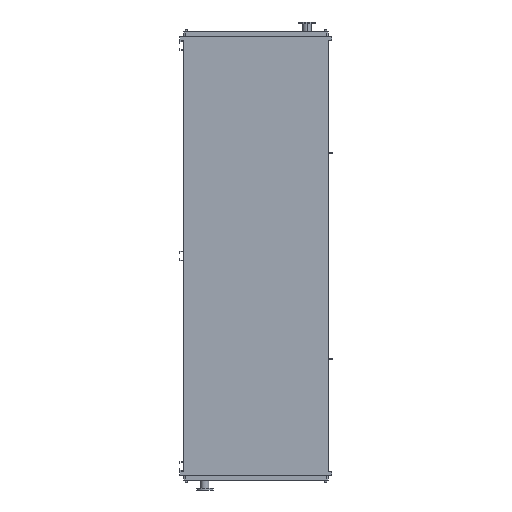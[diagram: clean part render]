
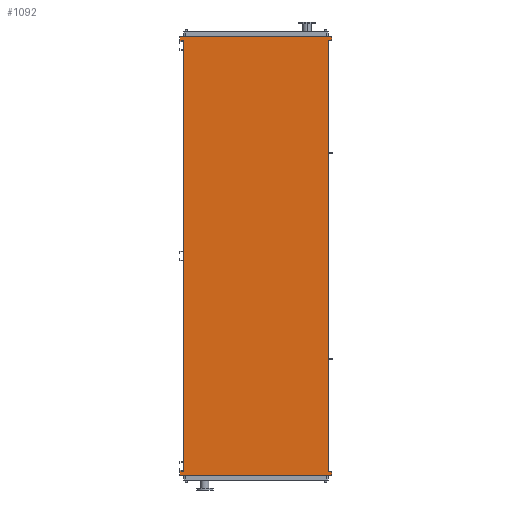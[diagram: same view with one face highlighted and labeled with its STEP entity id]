
A CAD part, front view. The second image highlights one B-rep face of the part: STEP entity #1092.
In plain terms, the highlighted planar face has unit normal (0, -1, 0).
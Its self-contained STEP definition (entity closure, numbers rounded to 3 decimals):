
#59 = EDGE_CURVE ( 'NONE', #14525, #5688, #14179, .T. ) ;
#113 = VECTOR ( 'NONE', #1975, 1000. ) ;
#439 = DIRECTION ( 'NONE',  ( 0., 0., -1. ) ) ;
#1092 = ADVANCED_FACE ( 'NONE', ( #8427 ), #4919, .T. ) ;
#1129 = VECTOR ( 'NONE', #4569, 1000. ) ;
#1144 = DIRECTION ( 'NONE',  ( 1., 0., 0. ) ) ;
#1507 = VERTEX_POINT ( 'NONE', #3028 ) ;
#1571 = DIRECTION ( 'NONE',  ( 0., 0., -1. ) ) ;
#1676 = VECTOR ( 'NONE', #2511, 1000. ) ;
#1799 = CARTESIAN_POINT ( 'NONE',  ( 1011., 0., -5745. ) ) ;
#1825 = AXIS2_PLACEMENT_3D ( 'NONE', #4761, #11865, #2513 ) ;
#1975 = DIRECTION ( 'NONE',  ( 1., 0., 0. ) ) ;
#2276 = EDGE_CURVE ( 'NONE', #10227, #1507, #9125, .T. ) ;
#2435 = EDGE_CURVE ( 'NONE', #11550, #6976, #15363, .T. ) ;
#2470 = ORIENTED_EDGE ( 'NONE', *, *, #2276, .F. ) ;
#2511 = DIRECTION ( 'NONE',  ( 0., 0., 1. ) ) ;
#2513 = DIRECTION ( 'NONE',  ( 0., 0., -1. ) ) ;
#2825 = ORIENTED_EDGE ( 'NONE', *, *, #6202, .F. ) ;
#2837 = VERTEX_POINT ( 'NONE', #6197 ) ;
#3028 = CARTESIAN_POINT ( 'NONE',  ( -1011., 0., 95. ) ) ;
#3223 = VECTOR ( 'NONE', #439, 1000. ) ;
#3771 = VECTOR ( 'NONE', #7290, 1000. ) ;
#3809 = CARTESIAN_POINT ( 'NONE',  ( -965., 0., -5693. ) ) ;
#4482 = CARTESIAN_POINT ( 'NONE',  ( 965., 0., -5693. ) ) ;
#4569 = DIRECTION ( 'NONE',  ( -1., 0., 0. ) ) ;
#4593 = ORIENTED_EDGE ( 'NONE', *, *, #13006, .T. ) ;
#4719 = CARTESIAN_POINT ( 'NONE',  ( 1011., 0., 43. ) ) ;
#4734 = CARTESIAN_POINT ( 'NONE',  ( 965., 0., -5650. ) ) ;
#4741 = LINE ( 'NONE', #9497, #14089 ) ;
#4761 = CARTESIAN_POINT ( 'NONE',  ( -965., 0., -5650. ) ) ;
#4919 = PLANE ( 'NONE',  #1825 ) ;
#5218 = CARTESIAN_POINT ( 'NONE',  ( -965., 0., 43. ) ) ;
#5231 = CARTESIAN_POINT ( 'NONE',  ( 1011., 0., -5693. ) ) ;
#5235 = EDGE_CURVE ( 'NONE', #6205, #2837, #4741, .T. ) ;
#5445 = LINE ( 'NONE', #8950, #6351 ) ;
#5506 = LINE ( 'NONE', #12918, #1129 ) ;
#5653 = ORIENTED_EDGE ( 'NONE', *, *, #59, .F. ) ;
#5688 = VERTEX_POINT ( 'NONE', #6157 ) ;
#5852 = CARTESIAN_POINT ( 'NONE',  ( -965., 0., -5650. ) ) ;
#5952 = VERTEX_POINT ( 'NONE', #9665 ) ;
#5976 = DIRECTION ( 'NONE',  ( -1., 0., 0. ) ) ;
#6056 = DIRECTION ( 'NONE',  ( -1., 0., 0. ) ) ;
#6157 = CARTESIAN_POINT ( 'NONE',  ( 965., 0., 43. ) ) ;
#6197 = CARTESIAN_POINT ( 'NONE',  ( -1011., 0., -5745. ) ) ;
#6202 = EDGE_CURVE ( 'NONE', #2837, #11550, #5445, .T. ) ;
#6205 = VERTEX_POINT ( 'NONE', #1799 ) ;
#6240 = VECTOR ( 'NONE', #5976, 1000. ) ;
#6351 = VECTOR ( 'NONE', #12463, 1000. ) ;
#6520 = EDGE_CURVE ( 'NONE', #6976, #6725, #8267, .T. ) ;
#6725 = VERTEX_POINT ( 'NONE', #5218 ) ;
#6976 = VERTEX_POINT ( 'NONE', #3809 ) ;
#7220 = LINE ( 'NONE', #9564, #3771 ) ;
#7290 = DIRECTION ( 'NONE',  ( 1., 0., 0. ) ) ;
#7395 = LINE ( 'NONE', #12163, #13790 ) ;
#7774 = ORIENTED_EDGE ( 'NONE', *, *, #2435, .F. ) ;
#8039 = ORIENTED_EDGE ( 'NONE', *, *, #5235, .F. ) ;
#8237 = ORIENTED_EDGE ( 'NONE', *, *, #12842, .F. ) ;
#8267 = LINE ( 'NONE', #5852, #1676 ) ;
#8399 = LINE ( 'NONE', #4734, #10489 ) ;
#8427 = FACE_OUTER_BOUND ( 'NONE', #13980, .T. ) ;
#8550 = VECTOR ( 'NONE', #12789, 1000. ) ;
#8732 = CARTESIAN_POINT ( 'NONE',  ( 1011., 0., -5693. ) ) ;
#8745 = CARTESIAN_POINT ( 'NONE',  ( -1011., 0., -5693. ) ) ;
#8910 = CARTESIAN_POINT ( 'NONE',  ( -1011., 0., 43. ) ) ;
#8950 = CARTESIAN_POINT ( 'NONE',  ( -1011., 0., -5745. ) ) ;
#9125 = LINE ( 'NONE', #15210, #8550 ) ;
#9282 = VERTEX_POINT ( 'NONE', #8732 ) ;
#9497 = CARTESIAN_POINT ( 'NONE',  ( 1011., 0., -5745. ) ) ;
#9564 = CARTESIAN_POINT ( 'NONE',  ( 1011., 0., 95. ) ) ;
#9665 = CARTESIAN_POINT ( 'NONE',  ( 1011., 0., 95. ) ) ;
#10227 = VERTEX_POINT ( 'NONE', #8910 ) ;
#10405 = VERTEX_POINT ( 'NONE', #10471 ) ;
#10466 = ORIENTED_EDGE ( 'NONE', *, *, #11597, .F. ) ;
#10471 = CARTESIAN_POINT ( 'NONE',  ( 965., 0., -5693. ) ) ;
#10489 = VECTOR ( 'NONE', #13007, 1000. ) ;
#11066 = ORIENTED_EDGE ( 'NONE', *, *, #14251, .F. ) ;
#11550 = VERTEX_POINT ( 'NONE', #8745 ) ;
#11597 = EDGE_CURVE ( 'NONE', #9282, #6205, #13347, .T. ) ;
#11825 = ORIENTED_EDGE ( 'NONE', *, *, #13672, .F. ) ;
#11865 = DIRECTION ( 'NONE',  ( 0., -1., 0. ) ) ;
#12163 = CARTESIAN_POINT ( 'NONE',  ( 1011., 0., 43. ) ) ;
#12463 = DIRECTION ( 'NONE',  ( 0., 0., 1. ) ) ;
#12789 = DIRECTION ( 'NONE',  ( 0., 0., 1. ) ) ;
#12842 = EDGE_CURVE ( 'NONE', #1507, #5952, #7220, .T. ) ;
#12918 = CARTESIAN_POINT ( 'NONE',  ( -1011., 0., 43. ) ) ;
#13006 = EDGE_CURVE ( 'NONE', #10405, #5688, #8399, .T. ) ;
#13007 = DIRECTION ( 'NONE',  ( 0., 0., 1. ) ) ;
#13008 = CARTESIAN_POINT ( 'NONE',  ( 965., 0., 43. ) ) ;
#13281 = ORIENTED_EDGE ( 'NONE', *, *, #6520, .F. ) ;
#13347 = LINE ( 'NONE', #5231, #3223 ) ;
#13672 = EDGE_CURVE ( 'NONE', #10405, #9282, #15161, .T. ) ;
#13773 = EDGE_CURVE ( 'NONE', #5952, #14525, #7395, .T. ) ;
#13790 = VECTOR ( 'NONE', #1571, 1000. ) ;
#13803 = CARTESIAN_POINT ( 'NONE',  ( -1011., 0., -5693. ) ) ;
#13980 = EDGE_LOOP ( 'NONE', ( #4593, #5653, #14766, #8237, #2470, #11066, #13281, #7774, #2825, #8039, #10466, #11825 ) ) ;
#14089 = VECTOR ( 'NONE', #6056, 1000. ) ;
#14179 = LINE ( 'NONE', #13008, #6240 ) ;
#14251 = EDGE_CURVE ( 'NONE', #6725, #10227, #5506, .T. ) ;
#14525 = VERTEX_POINT ( 'NONE', #4719 ) ;
#14766 = ORIENTED_EDGE ( 'NONE', *, *, #13773, .F. ) ;
#15161 = LINE ( 'NONE', #4482, #15287 ) ;
#15210 = CARTESIAN_POINT ( 'NONE',  ( -1011., 0., 95. ) ) ;
#15287 = VECTOR ( 'NONE', #1144, 1000. ) ;
#15363 = LINE ( 'NONE', #13803, #113 ) ;
